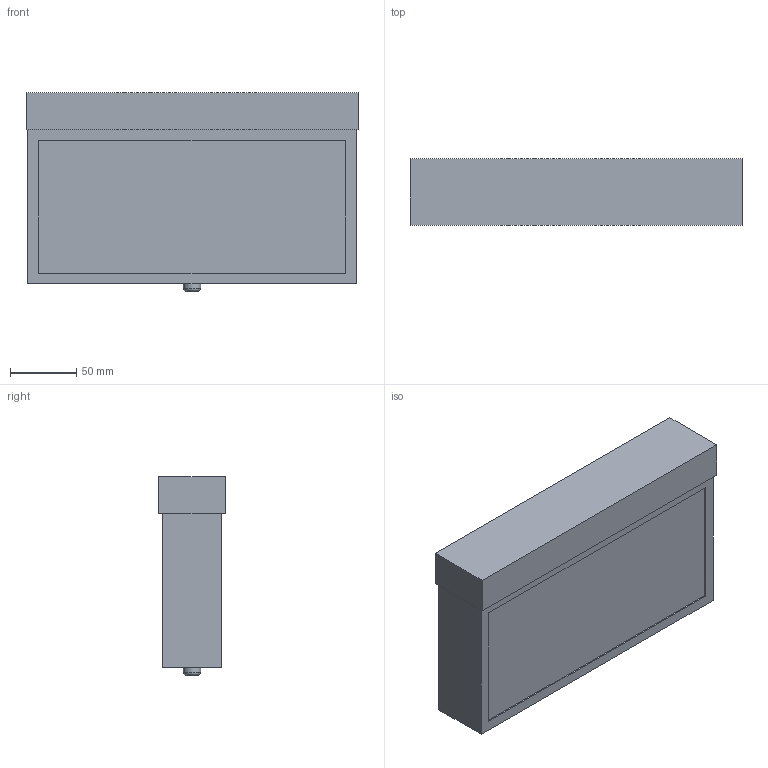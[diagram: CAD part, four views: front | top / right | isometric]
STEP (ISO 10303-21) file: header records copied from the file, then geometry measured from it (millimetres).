
FILE_DESCRIPTION(/* description */ ('Unknown'),/* implementation_level */ '2;1');
FILE_NAME(/* name */ 'SNP 7220 D-03 AS2',/* time_stamp */ '2023-10-30T08:15:12+01:00',/* author */ ('Unknown'),/* organization */ ('Unknown'),/* preprocessor_version */ 'ST-DEVELOPER v18.102',/* originating_system */ 'Solid Edge',/* authorisation */ 'Unknown');
FILE_SCHEMA (('AUTOMOTIVE_DESIGN {1 0 10303 214 3 1 1}'));
Length unit declared in the file: millimetre
Products named in the file (1): SNP 7220 D -03AS
Bounding box: 250 x 50 x 149.5 mm (x, y, z)
Volume: 1593837.4 mm3; surface area: 111055.8 mm2
Topology: 1 solids, 1 shells, 24 faces, 53 edges, 35 vertices
Faces by surface type: plane 22, cylinder 1, torus 1
Full cylindrical faces by diameter (mm): 13 x1
Entity records: 834 total; most frequent: CARTESIAN_POINT 111, DIRECTION 104, ORIENTED_EDGE 102, EDGE_CURVE 51, LINE 48, VECTOR 48, VERTEX_POINT 35, EDGE_LOOP 30
